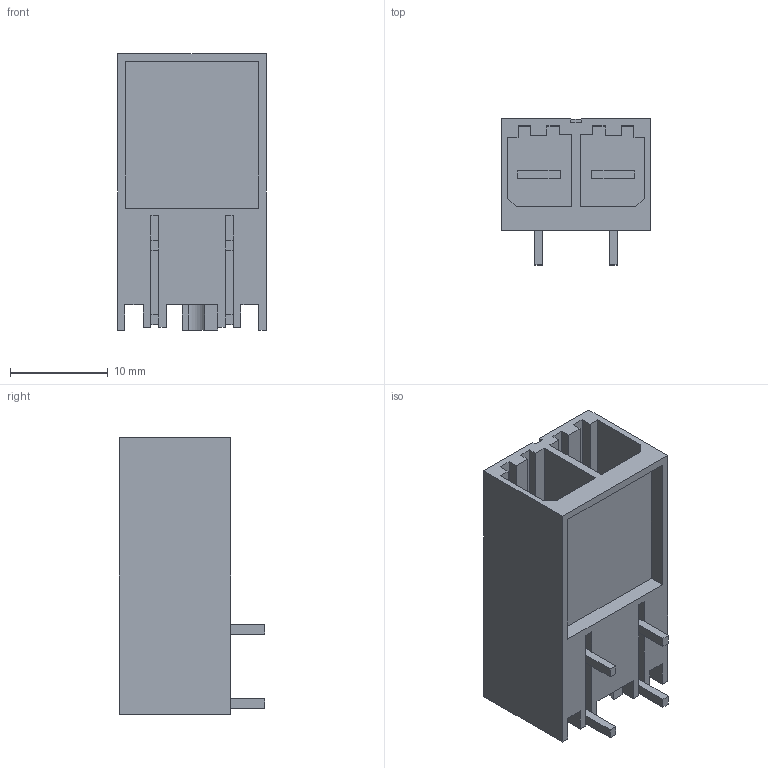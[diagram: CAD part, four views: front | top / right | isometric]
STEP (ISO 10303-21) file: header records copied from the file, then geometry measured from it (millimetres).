
FILE_DESCRIPTION(('CATIA V5 STEP Exchange','CAx-IF Rec.Pracs.--- Model Styling and Organization---1.2---2011-12-15'),'2;1');
FILE_NAME ('D1459365_0_1930270000_1930270000.stp','2016-11-14T10:54:51+00:00',('none'),('Weidmueller'),'CATIA Version 5-6 Release 2014','CATIA V5 STEP AP214','none');
FILE_SCHEMA(('AUTOMOTIVE_DESIGN { 1 0 10303 214 1 1 1 1 }'));
Length unit declared in the file: millimetre
Products named in the file (1): 1930270000_S
Bounding box: 15.24 x 14.9 x 28.3 mm (x, y, z)
Volume: 2527.3 mm3; surface area: 4252.3 mm2
Topology: 3 solids, 3 shells, 148 faces, 426 edges, 285 vertices
Faces by surface type: plane 142, cylinder 6
Entity records: 4620 total; most frequent: ORIENTED_EDGE 852, CARTESIAN_POINT 831, DIRECTION 652, EDGE_CURVE 426, VECTOR 406, LINE 406, VERTEX_POINT 285, EDGE_LOOP 153
